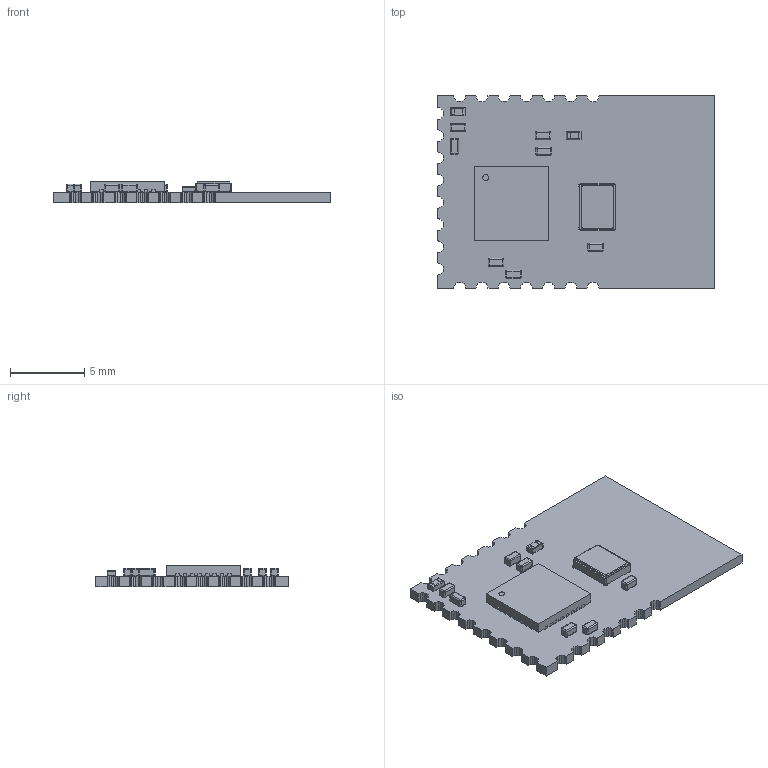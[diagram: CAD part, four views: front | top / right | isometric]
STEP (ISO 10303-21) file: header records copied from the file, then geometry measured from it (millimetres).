
FILE_DESCRIPTION (( 'STEP AP214' ), '1' );
FILE_NAME ('User Library-JDY-10.STEP', '2022-04-05T07:24:01', ( '' ), ( '' ), 'SwSTEP 2.0', 'SolidWorks 2021', '' );
FILE_SCHEMA (( 'AUTOMOTIVE_DESIGN' ));
Length unit declared in the file: millimetre
Products named in the file (11): CRYSTAL_3.2X2.5; RESC-0402; Designator2; Board; Free-Models; Designator3; User Library-JDY-10; COMPOUND_2; SOLID; CAPC-0402-T0.55-BN; QFN-32UH
Assembly tree (17 placements, depth 4):
  User Library-JDY-10
    Board
    Designator3
      CRYSTAL_3.2X2.5
    Designator2
      QFN-32UH
    Free-Models
      CAPC-0402-T0.55-BN  x7
        SOLID
      RESC-0402  x2
        COMPOUND_2
Bounding box: 18.7 x 13 x 1.45 mm (x, y, z)
Volume: 193.8 mm3; surface area: 677.5 mm2
Topology: 22 solids, 22 shells, 782 faces, 2088 edges, 1296 vertices
Faces by surface type: plane 556, cylinder 166, bspline 60
Entity records: 25128 total; most frequent: CARTESIAN_POINT 3445, ORIENTED_EDGE 3220, DIRECTION 2940, EDGE_CURVE 1610, VECTOR 1438, LINE 1438, VERTEX_POINT 1064, AXIS2_PLACEMENT_3D 751
